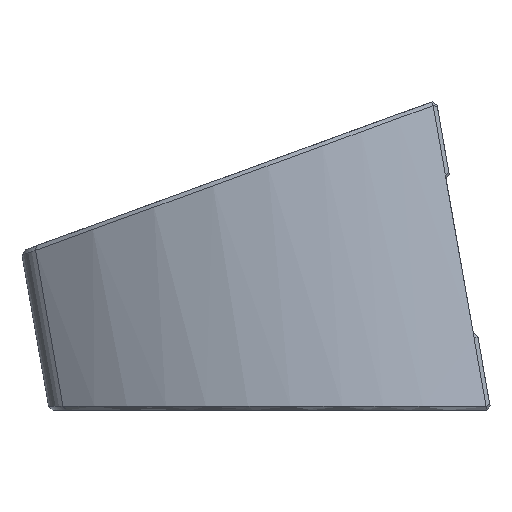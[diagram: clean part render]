
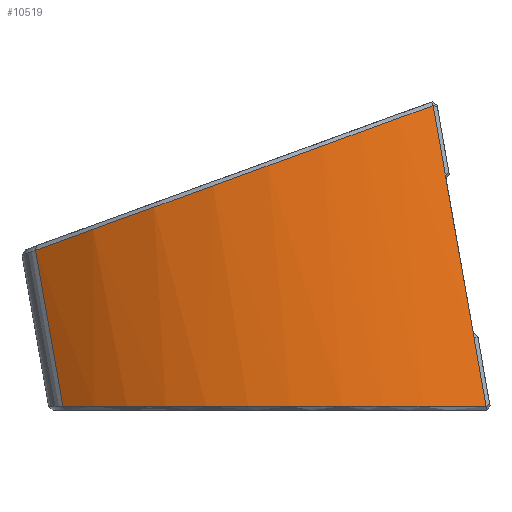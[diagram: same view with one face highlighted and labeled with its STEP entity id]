
A CAD part, left-side view. The second image highlights one B-rep face of the part: STEP entity #10519.
In plain terms, the highlighted cylindrical face has radius 51.478 mm (diameter 102.956 mm), a partial arc.
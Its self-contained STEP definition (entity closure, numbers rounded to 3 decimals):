
#51=CYLINDRICAL_SURFACE('',#11076,51.478);
#511=B_SPLINE_CURVE_WITH_KNOTS('',3,(#14913,#14914,#14915,#14916,#14917,
#14918),.UNSPECIFIED.,.F.,.F.,(4,1,1,4),(0.991,1.459,
1.771,2.076),.UNSPECIFIED.);
#513=B_SPLINE_CURVE_WITH_KNOTS('',3,(#14939,#14940,#14941,#14942),
 .UNSPECIFIED.,.F.,.F.,(4,4),(0.973,0.991),
 .UNSPECIFIED.);
#522=B_SPLINE_CURVE_WITH_KNOTS('',3,(#15091,#15092,#15093,#15094,#15095,
#15096),.UNSPECIFIED.,.F.,.F.,(4,1,1,4),(-2.076,-1.771,
-1.459,-0.991),.UNSPECIFIED.);
#524=B_SPLINE_CURVE_WITH_KNOTS('',3,(#15121,#15122,#15123,#15124),
 .UNSPECIFIED.,.F.,.F.,(4,4),(-0.991,-0.973),
 .UNSPECIFIED.);
#1246=FACE_OUTER_BOUND('',#1853,.T.);
#1853=EDGE_LOOP('',(#7627,#7628,#7629,#7630,#7631,#7632,#7633,#7634));
#2336=LINE('',#12761,#3277);
#2406=LINE('',#12913,#3347);
#2647=LINE('',#15156,#3588);
#2648=LINE('',#15158,#3589);
#3277=VECTOR('',#11271,10.);
#3347=VECTOR('',#11389,10.);
#3588=VECTOR('',#11788,10.);
#3589=VECTOR('',#11791,10.);
#4211=VERTEX_POINT('',#12754);
#4213=VERTEX_POINT('',#12760);
#4261=VERTEX_POINT('',#12906);
#4263=VERTEX_POINT('',#12912);
#4465=VERTEX_POINT('',#14843);
#4468=VERTEX_POINT('',#14911);
#4476=VERTEX_POINT('',#15030);
#4477=VERTEX_POINT('',#15090);
#5260=EDGE_CURVE('',#4211,#4213,#2336,.T.);
#5332=EDGE_CURVE('',#4261,#4263,#2406,.T.);
#5665=EDGE_CURVE('',#4468,#4263,#511,.T.);
#5667=EDGE_CURVE('',#4465,#4468,#513,.T.);
#5682=EDGE_CURVE('',#4211,#4477,#522,.T.);
#5685=EDGE_CURVE('',#4477,#4476,#524,.T.);
#5700=EDGE_CURVE('',#4476,#4465,#2647,.T.);
#5701=EDGE_CURVE('',#4213,#4261,#2648,.T.);
#7627=ORIENTED_EDGE('',*,*,#5665,.F.);
#7628=ORIENTED_EDGE('',*,*,#5667,.F.);
#7629=ORIENTED_EDGE('',*,*,#5700,.F.);
#7630=ORIENTED_EDGE('',*,*,#5685,.F.);
#7631=ORIENTED_EDGE('',*,*,#5682,.F.);
#7632=ORIENTED_EDGE('',*,*,#5260,.T.);
#7633=ORIENTED_EDGE('',*,*,#5701,.T.);
#7634=ORIENTED_EDGE('',*,*,#5332,.T.);
#10519=ADVANCED_FACE('',(#1246),#51,.T.);
#11076=AXIS2_PLACEMENT_3D('',#15157,#11789,#11790);
#11271=DIRECTION('',(0.,0.174,0.985));
#11389=DIRECTION('',(0.,0.174,0.985));
#11788=DIRECTION('',(0.,0.174,0.985));
#11789=DIRECTION('center_axis',(0.,0.174,0.985));
#11790=DIRECTION('ref_axis',(-0.813,0.574,-0.101));
#11791=DIRECTION('',(0.,0.174,0.985));
#12754=CARTESIAN_POINT('',(-25.,-25.331,0.492));
#12760=CARTESIAN_POINT('',(-25.,-23.768,9.356));
#12761=CARTESIAN_POINT('',(-25.,-25.418,0.));
#12906=CARTESIAN_POINT('',(-25.,-20.122,30.037));
#12912=CARTESIAN_POINT('',(-25.,-18.56,38.894));
#12913=CARTESIAN_POINT('',(-25.,-25.418,0.));
#14843=CARTESIAN_POINT('',(-23.073,32.194,20.422));
#14911=CARTESIAN_POINT('',(-23.113,32.136,20.443));
#14913=CARTESIAN_POINT('Ctrl Pts',(-23.113,32.136,20.443));
#14914=CARTESIAN_POINT('Ctrl Pts',(-27.505,25.713,22.78));
#14915=CARTESIAN_POINT('Ctrl Pts',(-32.137,13.352,27.277));
#14916=CARTESIAN_POINT('Ctrl Pts',(-31.256,-4.616,
33.817));
#14917=CARTESIAN_POINT('Ctrl Pts',(-27.541,-14.195,
37.305));
#14918=CARTESIAN_POINT('Ctrl Pts',(-25.,-18.56,
38.894));
#14939=CARTESIAN_POINT('Ctrl Pts',(-23.073,32.194,20.422));
#14940=CARTESIAN_POINT('Ctrl Pts',(-23.086,32.175,20.429));
#14941=CARTESIAN_POINT('Ctrl Pts',(-23.1,32.155,20.436));
#14942=CARTESIAN_POINT('Ctrl Pts',(-23.113,32.136,20.443));
#15030=CARTESIAN_POINT('',(-23.073,28.681,0.498));
#15090=CARTESIAN_POINT('',(-23.113,28.619,0.498));
#15091=CARTESIAN_POINT('Ctrl Pts',(-25.,-25.331,
0.498));
#15092=CARTESIAN_POINT('Ctrl Pts',(-27.541,-20.686,
0.499));
#15093=CARTESIAN_POINT('Ctrl Pts',(-31.256,-10.491,
0.5));
#15094=CARTESIAN_POINT('Ctrl Pts',(-32.137,8.631,0.5));
#15095=CARTESIAN_POINT('Ctrl Pts',(-27.505,21.784,0.499));
#15096=CARTESIAN_POINT('Ctrl Pts',(-23.113,28.619,0.498));
#15121=CARTESIAN_POINT('Ctrl Pts',(-23.113,28.619,0.498));
#15122=CARTESIAN_POINT('Ctrl Pts',(-23.1,28.64,0.498));
#15123=CARTESIAN_POINT('Ctrl Pts',(-23.086,28.66,0.498));
#15124=CARTESIAN_POINT('Ctrl Pts',(-23.073,28.681,0.498));
#15156=CARTESIAN_POINT('',(-23.073,26.965,-9.236));
#15157=CARTESIAN_POINT('Origin',(20.,-0.798,-4.341));
#15158=CARTESIAN_POINT('',(-25.,-25.418,0.));
